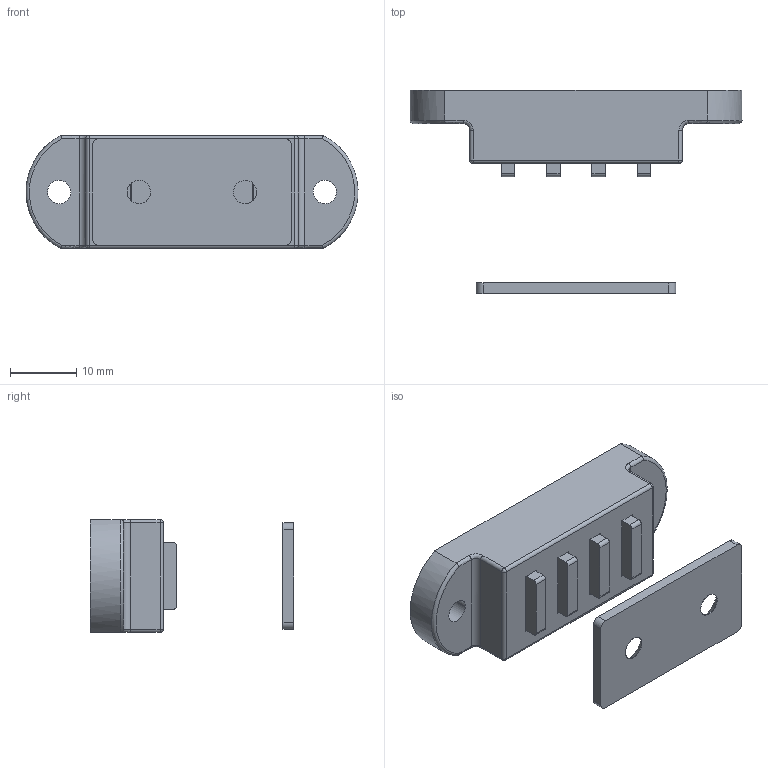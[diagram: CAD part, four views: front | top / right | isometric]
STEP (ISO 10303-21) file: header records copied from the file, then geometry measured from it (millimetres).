
FILE_DESCRIPTION((''),'2;1');
FILE_NAME('','2005-07-15T14:24:43',(''),(''),'','CADfix','');
FILE_SCHEMA(('AUTOMOTIVE_DESIGN'));
Length unit declared in the file: millimetre
Products named in the file (5): attachment; keeper; housing; base; TL_152_2_16525_36
Assembly tree (7 placements, depth 2):
  TL_152_2_16525_36
    attachment  x4
    keeper
    housing
    base
Bounding box: 49.98 x 30.6 x 17 mm (x, y, z)
Volume: 6400.5 mm3; surface area: 7403.6 mm2
Topology: 7 solids, 7 shells, 155 faces, 423 edges, 283 vertices
Faces by surface type: bspline 155
Entity records: 3637 total; most frequent: CARTESIAN_POINT 1791, ORIENTED_EDGE 594, EDGE_CURVE 297, VERTEX_POINT 199, QUASI_UNIFORM_CURVE 172, EDGE_LOOP 128, FACE_OUTER_BOUND 107, ADVANCED_FACE 107
